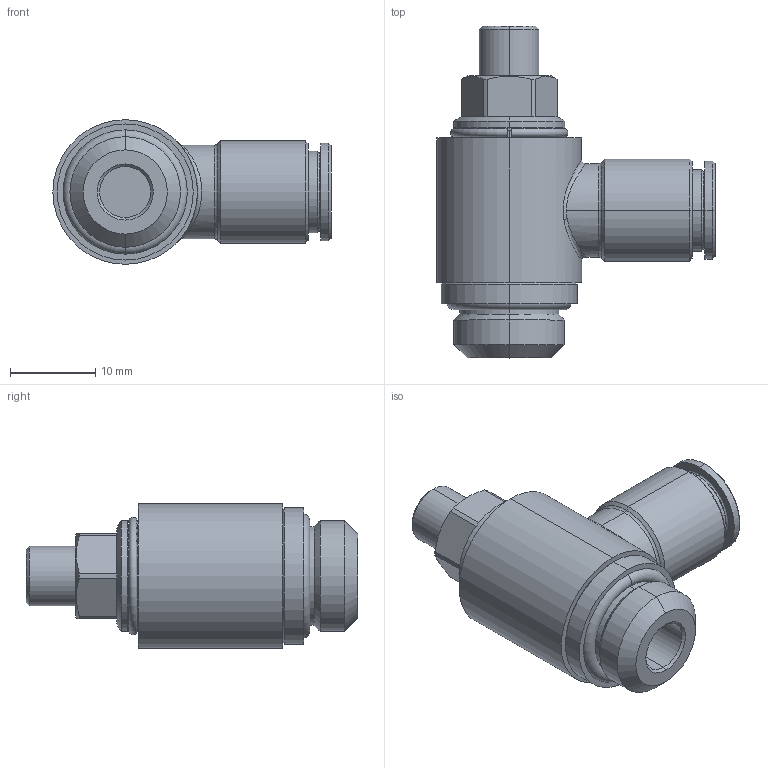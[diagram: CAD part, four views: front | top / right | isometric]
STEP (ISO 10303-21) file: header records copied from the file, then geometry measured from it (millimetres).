
FILE_DESCRIPTION (( 'STEP AP203' ), '1' );
FILE_NAME ('X4080V32.STEP', '2011-10-25T13:46:45', ( 'SP' ), ( 'sopra-pneumatic' ), 'SwSTEP 2.0', 'SolidWorks 2011', '' );
FILE_SCHEMA (( 'CONFIG_CONTROL_DESIGN' ));
Length unit declared in the file: millimetre
Products named in the file (1): X4080V32
Bounding box: 32.7 x 39.01 x 17 mm (x, y, z)
Volume: 7156.4 mm3; surface area: 3308.2 mm2
Topology: 1 solids, 1 shells, 112 faces, 243 edges, 143 vertices
Faces by surface type: plane 39, cylinder 36, cone 26, torus 9, bspline 2
Entity records: 3605 total; most frequent: CARTESIAN_POINT 1059, DIRECTION 560, ORIENTED_EDGE 482, EDGE_CURVE 241, AXIS2_PLACEMENT_3D 232, VERTEX_POINT 143, EDGE_LOOP 124, CIRCLE 121
